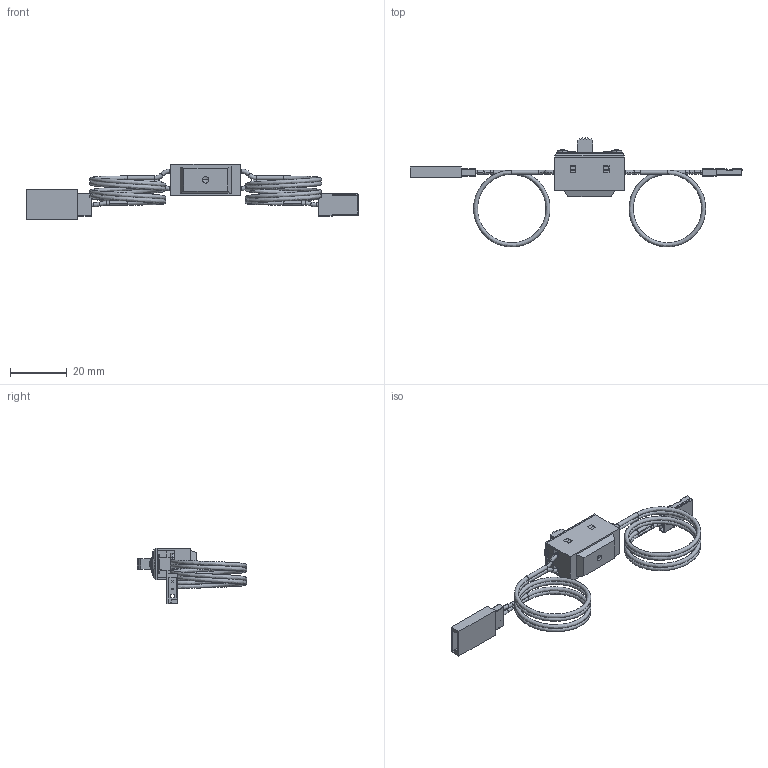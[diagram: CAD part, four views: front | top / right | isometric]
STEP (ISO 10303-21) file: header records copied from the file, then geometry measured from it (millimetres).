
FILE_DESCRIPTION (( 'STEP AP214' ), '1' );
FILE_NAME ('40457_TXP-PRIME Battery Power Switch.STEP', '2018-07-30T19:16:02', ( '' ), ( '' ), 'SwSTEP 2.0', 'SolidWorks 2016', '' );
FILE_SCHEMA (( 'AUTOMOTIVE_DESIGN' ));
Length unit declared in the file: inch
Products named in the file (1): 40457_TXP-PRIME Battery Power Switch
Bounding box: 116.53 x 38.46 x 19.54 mm (x, y, z)
Volume: 5637.5 mm3; surface area: 7917.3 mm2
Topology: 12 solids, 12 shells, 804 faces, 2033 edges, 1235 vertices
Faces by surface type: plane 433, cylinder 184, torus 82, bspline 70, sphere 22, cone 13
Entity records: 35326 total; most frequent: CARTESIAN_POINT 9617, ORIENTED_EDGE 4022, DIRECTION 3713, EDGE_CURVE 2011, VECTOR 1283, LINE 1283, VERTEX_POINT 1235, AXIS2_PLACEMENT_3D 1215
